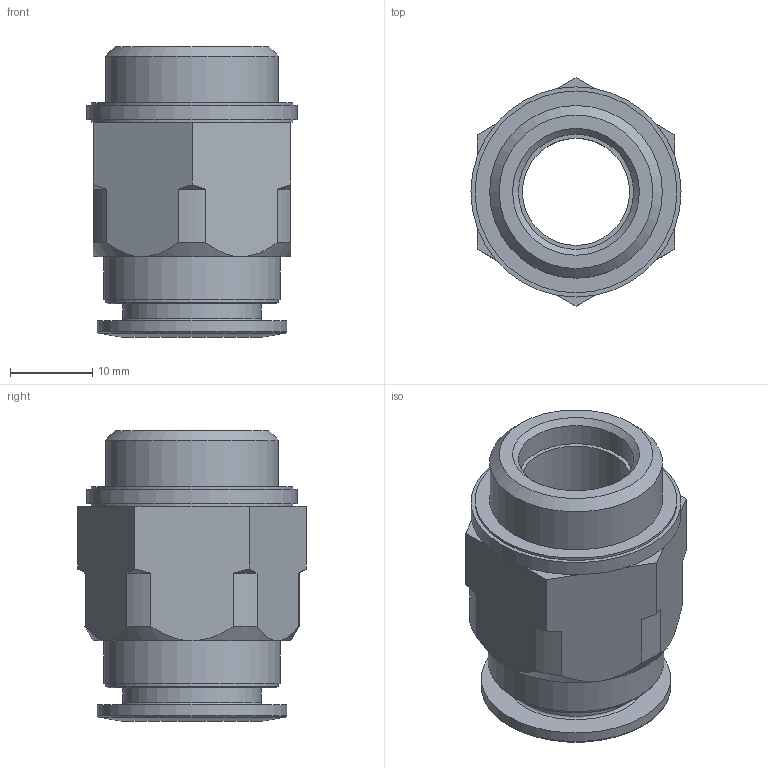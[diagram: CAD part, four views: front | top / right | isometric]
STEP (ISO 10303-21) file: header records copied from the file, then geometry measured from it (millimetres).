
FILE_DESCRIPTION(/* description */ ('STEP AP214'),/* implementation_level */ '2;1');
FILE_NAME(/* name */ '132047_QS-G1_2-16-20',/* time_stamp */ '2024-09-13T12:29:54+02:00',/* author */ ('License CC BY-ND 4.0'),/* organization */ ('CADENAS'),/* preprocessor_version */ 'ST-DEVELOPER v19.3',/* originating_system */ 'PARTsolutions',/* authorisation */ ' ');
FILE_SCHEMA (('AUTOMOTIVE_DESIGN {1 0 10303 214 3 1 1}'));
Length unit declared in the file: millimetre
Products named in the file (1): 132047 QS-G1/2-16-20
Bounding box: 25.5 x 27.71 x 35.3 mm (x, y, z)
Volume: 8357.8 mm3; surface area: 5337.3 mm2
Topology: 1 solids, 1 shells, 64 faces, 136 edges, 82 vertices
Faces by surface type: plane 28, cylinder 17, cone 16, torus 3
Full cylindrical faces by diameter (mm): 13 x1, 13.97 x1, 16 x1, 16.8 x1, 20.955 x1, 21 x1, 21.4 x1, 23 x1, 24.5 x2, 25.5 x1
Entity records: 2122 total; most frequent: CARTESIAN_POINT 347, DIRECTION 280, ORIENTED_EDGE 234, AXIS2_PLACEMENT_3D 122, EDGE_CURVE 117, EDGE_LOOP 92, FACE_BOUND 92, VERTEX_POINT 81
